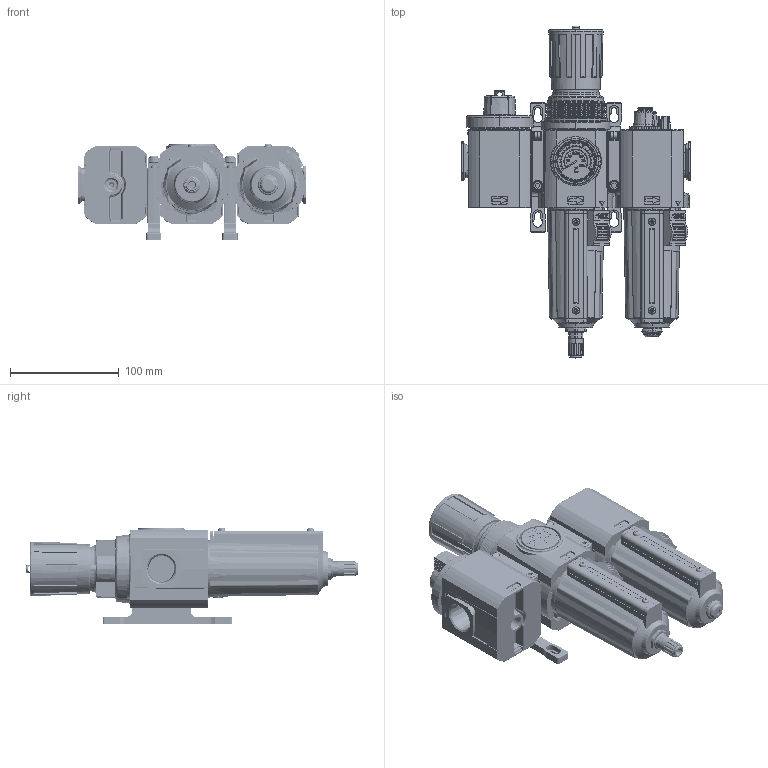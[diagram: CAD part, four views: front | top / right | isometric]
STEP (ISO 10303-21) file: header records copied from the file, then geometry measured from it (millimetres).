
FILE_DESCRIPTION (( 'STEP AP203' ), '1' );
FILE_NAME ('BL84-651A.step', '2023-05-18T17:56:58', ( '' ), ( '' ), 'SwSTEP 2.0', 'SolidWorks 2021', '' );
FILE_SCHEMA (( 'CONFIG_CONTROL_DESIGN' ));
Products named in the file (1): BL84-651A
Bounding box: 210.25 x 304.93 x 89 mm (x, y, z)
Volume: 1489308.2 mm3; surface area: 369055.7 mm2
Topology: 21 solids, 25 shells, 5385 faces, 14613 edges, 9500 vertices
Faces by surface type: plane 2231, cylinder 2172, bspline 485, cone 473, torus 24
Entity records: 189569 total; most frequent: CARTESIAN_POINT 56260, ORIENTED_EDGE 29178, DIRECTION 27098, EDGE_CURVE 14589, AXIS2_PLACEMENT_3D 9894, VERTEX_POINT 9500, VECTOR 7310, LINE 7310
